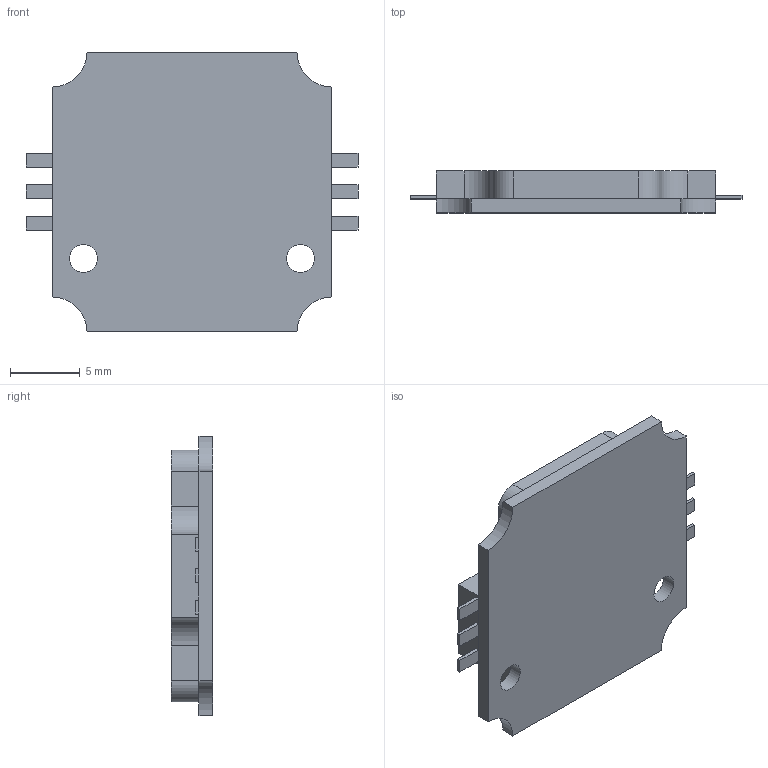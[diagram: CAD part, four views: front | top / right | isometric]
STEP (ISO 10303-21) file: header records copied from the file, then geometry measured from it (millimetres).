
FILE_DESCRIPTION(/* description */ (''),/* implementation_level */ '2;1');
FILE_NAME(/* name */ 'Square_10w_LED.stp',/* time_stamp */ '2014-10-01T19:22:05+02:00',/* author */ ('Janus'),/* organization */ (''),/* preprocessor_version */ 'ST-DEVELOPER v15.6',/* originating_system */ 'Autodesk Inventor 2015',/* authorisation */ '');
FILE_SCHEMA (('AUTOMOTIVE_DESIGN { 1 0 10303 214 3 1 1 }'));
Length unit declared in the file: millimetre
Products named in the file (1): Square_LED
Bounding box: 23.72 x 3 x 20 mm (x, y, z)
Volume: 707.3 mm3; surface area: 1758.3 mm2
Topology: 27 solids, 27 shells, 383 faces, 966 edges, 640 vertices
Faces by surface type: plane 353, cylinder 30
Full cylindrical faces by diameter (mm): 2 x6
Entity records: 11471 total; most frequent: CARTESIAN_POINT 1984, ORIENTED_EDGE 1920, DIRECTION 1792, EDGE_CURVE 960, LINE 896, VECTOR 896, VERTEX_POINT 640, EDGE_LOOP 450
